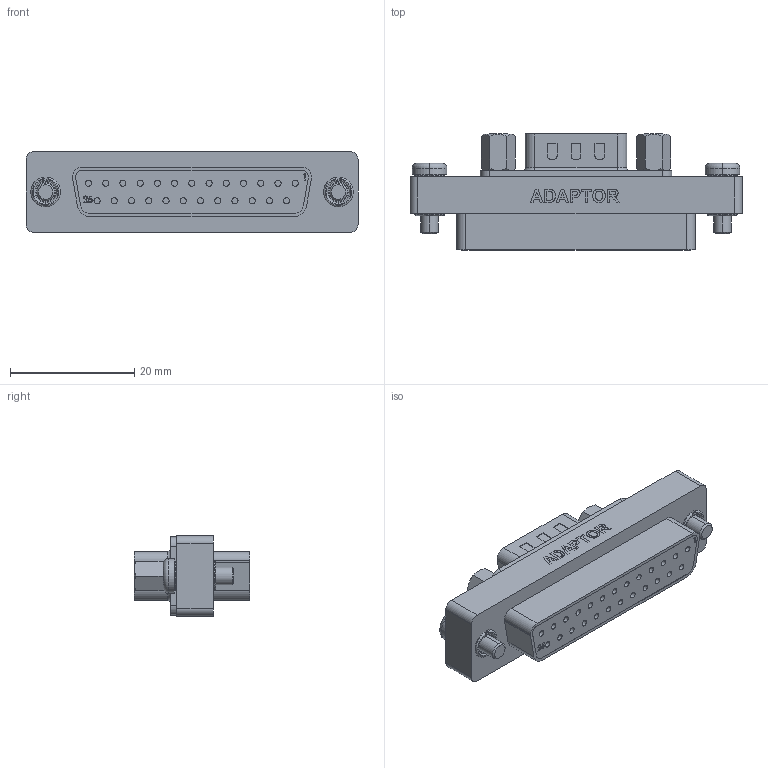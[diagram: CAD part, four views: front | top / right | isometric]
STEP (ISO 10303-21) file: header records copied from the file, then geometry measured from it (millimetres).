
FILE_DESCRIPTION (( 'STEP AP203' ), '1' );
FILE_NAME ('DMA010MF.STEP', '2006-06-23T18:44:16', ( 'lcom' ), ( 'lcom' ), 'SwSTEP 2.0', 'SolidWorks 2006004', '' );
FILE_SCHEMA (( 'CONFIG_CONTROL_DESIGN' ));
Length unit declared in the file: inch
Products named in the file (6): SD25S_Without Mounting Flange and Solder Cups; DMA010MF-MA1_ADAPTOR; DMA010MF; SD9P_Supplier Connector; 3AA01-003_3AA01-003-375; SDH-PROD_through hole
Assembly tree (7 placements, depth 2):
  DMA010MF
    SDH-PROD_through hole  x2
    SD9P_Supplier Connector
    SD25S_Without Mounting Flange and Solder Cups
    3AA01-003_3AA01-003-375  x2
    DMA010MF-MA1_ADAPTOR
Bounding box: 53.34 x 18.63 x 12.95 mm (x, y, z)
Volume: 6469.5 mm3; surface area: 5981.3 mm2
Topology: 7 solids, 7 shells, 643 faces, 1603 edges, 1042 vertices
Faces by surface type: plane 314, cylinder 164, bspline 104, sphere 26, torus 21, cone 14
Entity records: 27566 total; most frequent: CARTESIAN_POINT 12938, ORIENTED_EDGE 2970, DIRECTION 2650, EDGE_CURVE 1485, VERTEX_POINT 974, AXIS2_PLACEMENT_3D 886, LINE 878, VECTOR 878
